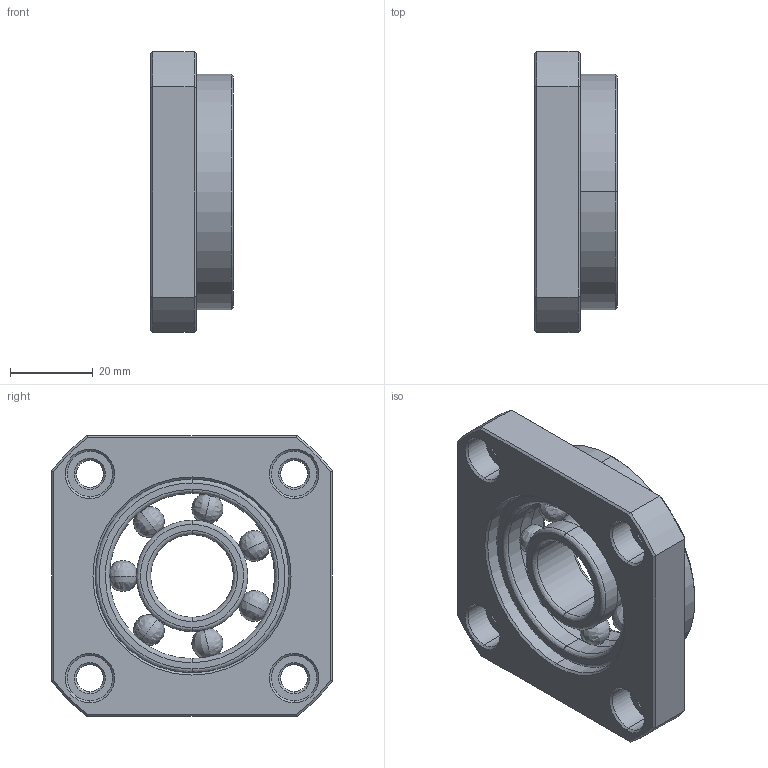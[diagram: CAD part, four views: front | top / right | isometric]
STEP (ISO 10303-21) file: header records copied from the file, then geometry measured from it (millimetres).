
FILE_DESCRIPTION (( 'STEP AP214' ), '1' );
FILE_NAME ('FFN20.step', '2020-09-08T14:47:01', ( '' ), ( '' ), 'SwSTEP 2.0', 'SolidWorks 2020', '' );
FILE_SCHEMA (( 'AUTOMOTIVE_DESIGN' ));
Length unit declared in the file: millimetre
Products named in the file (1): FFN20
Bounding box: 20 x 68 x 68 mm (x, y, z)
Volume: 45856.9 mm3; surface area: 21761.4 mm2
Topology: 10 solids, 10 shells, 131 faces, 294 edges, 160 vertices
Faces by surface type: cone 38, cylinder 36, bspline 34, plane 23
Entity records: 5780 total; most frequent: CARTESIAN_POINT 1674, ORIENTED_EDGE 532, DIRECTION 510, EDGE_CURVE 266, AXIS2_PLACEMENT_3D 212, VERTEX_POINT 160, EDGE_LOOP 150, UNCERTAINTY_MEASURE_WITH_UNIT 143
